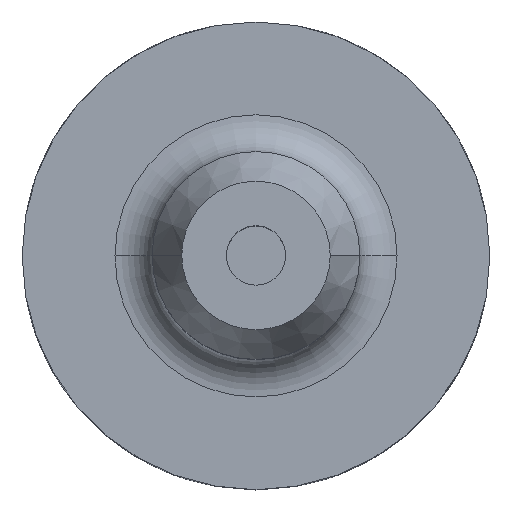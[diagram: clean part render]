
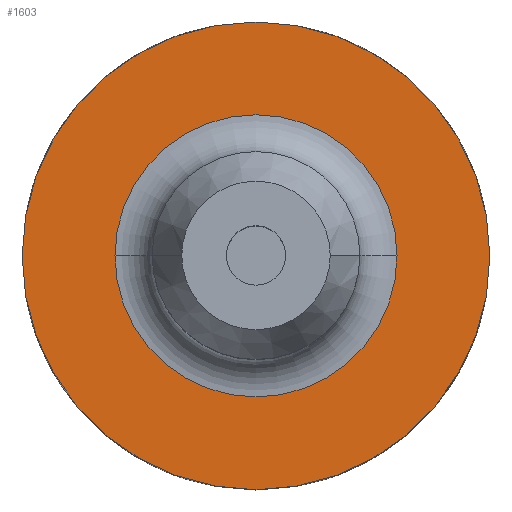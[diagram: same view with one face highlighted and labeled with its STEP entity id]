
A CAD part, top view. The second image highlights one B-rep face of the part: STEP entity #1603.
In plain terms, the highlighted planar face has unit normal (0, 0, 1).
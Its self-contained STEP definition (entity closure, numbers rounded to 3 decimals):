
#50 = CIRCLE ( 'NONE', #2018, 19. ) ;
#162 = CARTESIAN_POINT ( 'NONE',  ( -19., 0., 22. ) ) ;
#190 = ORIENTED_EDGE ( 'NONE', *, *, #2111, .T. ) ;
#402 = EDGE_CURVE ( 'NONE', #3870, #872, #2250, .T. ) ;
#435 = EDGE_CURVE ( 'NONE', #872, #3870, #50, .T. ) ;
#505 = CARTESIAN_POINT ( 'NONE',  ( 0., 0., 22. ) ) ;
#518 = VERTEX_POINT ( 'NONE', #3528 ) ;
#779 = CARTESIAN_POINT ( 'NONE',  ( 19., 0., 22. ) ) ;
#859 = DIRECTION ( 'NONE',  ( 0., 0., -1. ) ) ;
#872 = VERTEX_POINT ( 'NONE', #162 ) ;
#1016 = CARTESIAN_POINT ( 'NONE',  ( 0., 0., 22. ) ) ;
#1122 = DIRECTION ( 'NONE',  ( 1., 0., 0. ) ) ;
#1361 = PLANE ( 'NONE',  #3559 ) ;
#1375 = DIRECTION ( 'NONE',  ( 0., 0., -1. ) ) ;
#1384 = ORIENTED_EDGE ( 'NONE', *, *, #435, .T. ) ;
#1565 = CIRCLE ( 'NONE', #4199, 31.5 ) ;
#1576 = DIRECTION ( 'NONE',  ( -1., 0., 0. ) ) ;
#1582 = CIRCLE ( 'NONE', #3347, 31.5 ) ;
#1603 = ADVANCED_FACE ( 'NONE', ( #4058, #3889 ), #1361, .F. ) ;
#1771 = AXIS2_PLACEMENT_3D ( 'NONE', #4603, #2005, #1576 ) ;
#2005 = DIRECTION ( 'NONE',  ( 0., 0., -1. ) ) ;
#2018 = AXIS2_PLACEMENT_3D ( 'NONE', #505, #859, #4589 ) ;
#2111 = EDGE_CURVE ( 'NONE', #518, #3431, #1582, .T. ) ;
#2136 = EDGE_LOOP ( 'NONE', ( #4077, #190 ) ) ;
#2202 = EDGE_CURVE ( 'NONE', #3431, #518, #1565, .T. ) ;
#2250 = CIRCLE ( 'NONE', #1771, 19. ) ;
#2506 = ORIENTED_EDGE ( 'NONE', *, *, #402, .T. ) ;
#2711 = DIRECTION ( 'NONE',  ( 0., 0., 1. ) ) ;
#3347 = AXIS2_PLACEMENT_3D ( 'NONE', #4841, #4515, #1122 ) ;
#3431 = VERTEX_POINT ( 'NONE', #4178 ) ;
#3497 = EDGE_LOOP ( 'NONE', ( #1384, #2506 ) ) ;
#3528 = CARTESIAN_POINT ( 'NONE',  ( -31.5, 0., 22. ) ) ;
#3559 = AXIS2_PLACEMENT_3D ( 'NONE', #1016, #1375, #4751 ) ;
#3870 = VERTEX_POINT ( 'NONE', #779 ) ;
#3889 = FACE_OUTER_BOUND ( 'NONE', #2136, .T. ) ;
#4058 = FACE_BOUND ( 'NONE', #3497, .T. ) ;
#4077 = ORIENTED_EDGE ( 'NONE', *, *, #2202, .T. ) ;
#4178 = CARTESIAN_POINT ( 'NONE',  ( 31.5, 0., 22. ) ) ;
#4199 = AXIS2_PLACEMENT_3D ( 'NONE', #4260, #2711, #4250 ) ;
#4250 = DIRECTION ( 'NONE',  ( 1., 0., 0. ) ) ;
#4260 = CARTESIAN_POINT ( 'NONE',  ( 0., 0., 22. ) ) ;
#4515 = DIRECTION ( 'NONE',  ( 0., 0., 1. ) ) ;
#4589 = DIRECTION ( 'NONE',  ( -1., 0., 0. ) ) ;
#4603 = CARTESIAN_POINT ( 'NONE',  ( 0., 0., 22. ) ) ;
#4751 = DIRECTION ( 'NONE',  ( -1., 0., 0. ) ) ;
#4841 = CARTESIAN_POINT ( 'NONE',  ( 0., 0., 22. ) ) ;
